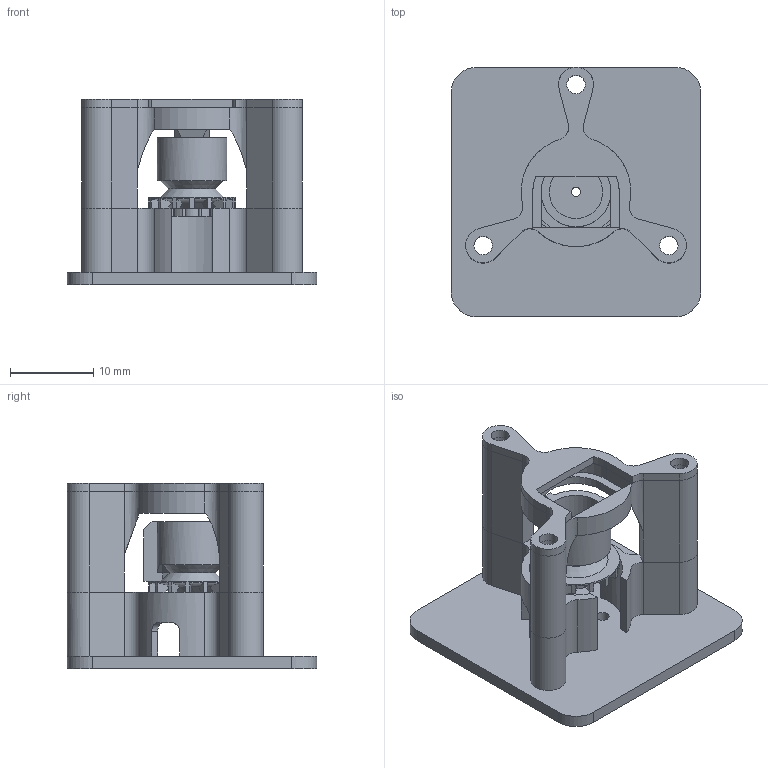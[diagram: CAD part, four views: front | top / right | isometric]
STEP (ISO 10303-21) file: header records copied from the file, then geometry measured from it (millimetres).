
FILE_DESCRIPTION(/* description */ ('STEP AP242','CAx-IF Rec.Pracs.---Representation and Presentation of Product Manufacturing Information (PMI)---4.0---2014-10-13','CAx-IF Rec.Pracs.---3D Tessellated Geometry---0.4---2014-09-14','2;1'),/* implementation_level */ '2;1');
FILE_NAME(/* name */ '66a2d2495828f06830047645',/* time_stamp */ '2024-07-25T22:31:38Z',/* author */ (''),/* organization */ (''),/* preprocessor_version */ 'ST-DEVELOPER v20',/* originating_system */ ' ',/* authorisation */ ' ');
FILE_SCHEMA (('AP242_MANAGED_MODEL_BASED_3D_ENGINEERING_MIM_LF { 1 0 10303 442 1 1 4 }'));
Length unit declared in the file: metre
Products named in the file (4): sensor clamp; magnetic sensor mount; motor mount; center shaft
Bounding box: 30 x 30 x 22.27 mm (x, y, z)
Volume: 3316.4 mm3; surface area: 5367.2 mm2
Topology: 4 solids, 4 shells, 228 faces, 632 edges, 412 vertices
Faces by surface type: plane 137, cylinder 83, bspline 6, cone 2
Full cylindrical faces by diameter (mm): 1.1 x1, 1.6 x3, 2.2 x9, 3.3 x2, 6.4 x1, 10.5 x1
Entity records: 7587 total; most frequent: CARTESIAN_POINT 1634, ORIENTED_EDGE 1220, DIRECTION 1218, EDGE_CURVE 610, AXIS2_PLACEMENT_3D 447, VERTEX_POINT 409, LINE 324, VECTOR 324
